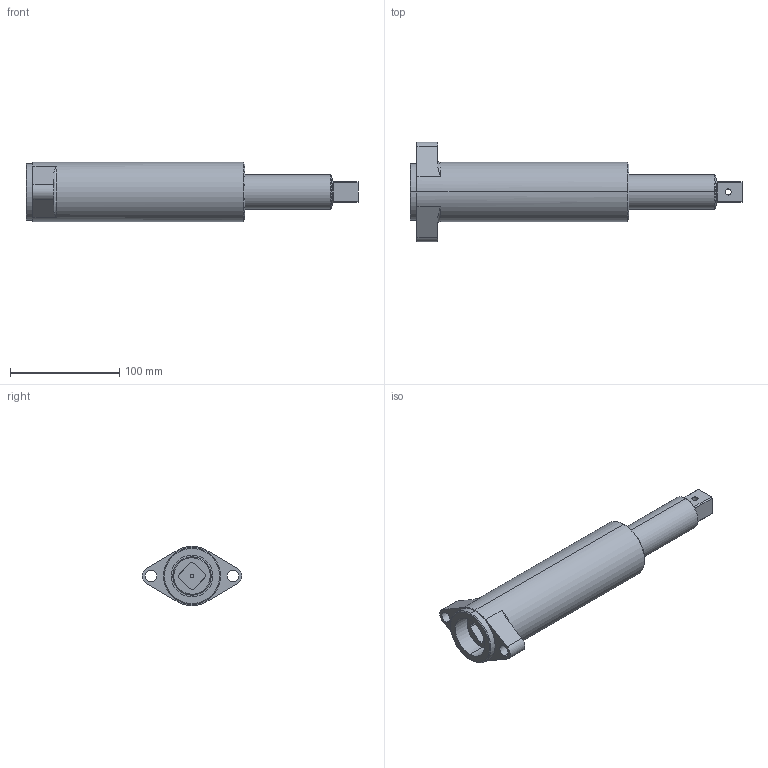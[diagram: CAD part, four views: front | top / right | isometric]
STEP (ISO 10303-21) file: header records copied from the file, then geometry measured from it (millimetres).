
FILE_DESCRIPTION (( 'STEP AP203' ), '1' );
FILE_NAME ('SA-3S3-3-75-75.STEP', '2013-01-17T18:56:39', ( '' ), ( '' ), 'SwSTEP 2.0', 'SolidWorks 2013', '' );
FILE_SCHEMA (( 'CONFIG_CONTROL_DESIGN' ));
Length unit declared in the file: inch
Products named in the file (4): R-7-12-7.28-30-1; SA-019a; SA-3S3-3-75-75; SA-355H-C
Assembly tree (3 placements, depth 2):
  SA-3S3-3-75-75
    SA-355H-C
    R-7-12-7.28-30-1
    SA-019a
Bounding box: 303.3 x 90.93 x 53.98 mm (x, y, z)
Volume: 411985.5 mm3; surface area: 133317.5 mm2
Topology: 6 solids, 6 shells, 138 faces, 326 edges, 210 vertices
Faces by surface type: cylinder 66, plane 50, cone 20, torus 2
Entity records: 4590 total; most frequent: CARTESIAN_POINT 872, DIRECTION 742, ORIENTED_EDGE 652, EDGE_CURVE 326, AXIS2_PLACEMENT_3D 304, VERTEX_POINT 210, EDGE_LOOP 168, CIRCLE 160
